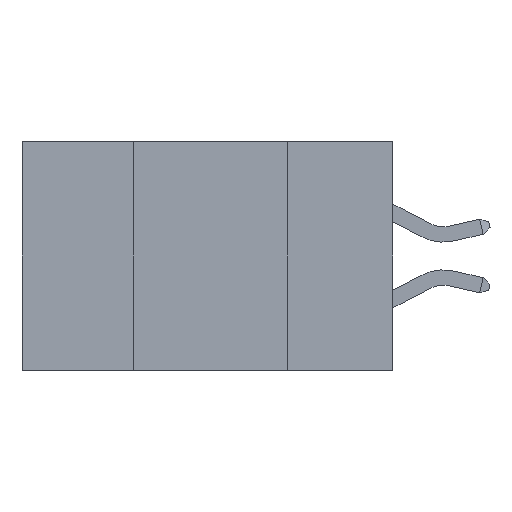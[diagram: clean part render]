
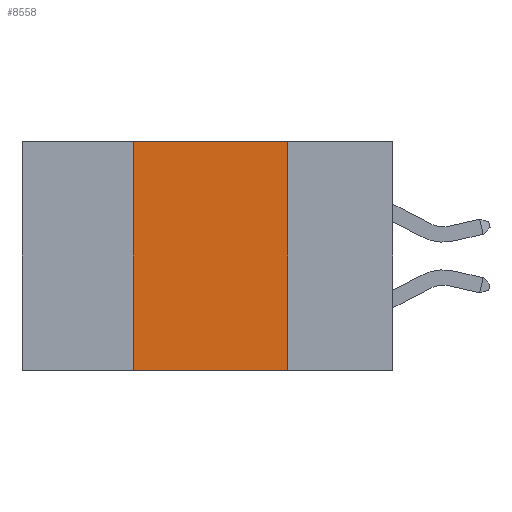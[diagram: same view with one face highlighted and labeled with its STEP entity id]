
A CAD part, left-side view. The second image highlights one B-rep face of the part: STEP entity #8558.
In plain terms, the highlighted planar face has unit normal (-1, 0, 0).
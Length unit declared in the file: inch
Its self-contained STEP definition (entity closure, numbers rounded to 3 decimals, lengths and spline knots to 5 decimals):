
#1488 = CARTESIAN_POINT ( 'NONE',  ( 0., 0.6, 0. ) ) ;
#2151 = EDGE_CURVE ( 'NONE', #2743, #7066, #2320, .T. ) ;
#2227 = LINE ( 'NONE', #11741, #13690 ) ;
#2320 = LINE ( 'NONE', #2730, #3514 ) ;
#2483 = DIRECTION ( 'NONE',  ( 0., 0., -1. ) ) ;
#2730 = CARTESIAN_POINT ( 'NONE',  ( 0., 0.17, 0. ) ) ;
#2743 = VERTEX_POINT ( 'NONE', #10316 ) ;
#3514 = VECTOR ( 'NONE', #12758, 39.37008 ) ;
#3598 = LINE ( 'NONE', #11244, #4991 ) ;
#4262 = EDGE_CURVE ( 'NONE', #13020, #8566, #2227, .T. ) ;
#4925 = CARTESIAN_POINT ( 'NONE',  ( 0., 0.17, -0.37 ) ) ;
#4991 = VECTOR ( 'NONE', #8182, 39.37008 ) ;
#5473 = CARTESIAN_POINT ( 'NONE',  ( 0., 0.6, 0. ) ) ;
#6041 = DIRECTION ( 'NONE',  ( 0., -1., 0. ) ) ;
#6701 = ORIENTED_EDGE ( 'NONE', *, *, #4262, .F. ) ;
#6922 = ORIENTED_EDGE ( 'NONE', *, *, #2151, .F. ) ;
#7060 = EDGE_CURVE ( 'NONE', #13020, #7066, #3598, .T. ) ;
#7066 = VERTEX_POINT ( 'NONE', #4925 ) ;
#7241 = EDGE_LOOP ( 'NONE', ( #6922, #12305, #6701, #8488 ) ) ;
#7694 = PLANE ( 'NONE',  #8251 ) ;
#7741 = CARTESIAN_POINT ( 'NONE',  ( 0., 0.42, 0. ) ) ;
#8182 = DIRECTION ( 'NONE',  ( 0., -1., 0. ) ) ;
#8251 = AXIS2_PLACEMENT_3D ( 'NONE', #5473, #9808, #2483 ) ;
#8488 = ORIENTED_EDGE ( 'NONE', *, *, #7060, .T. ) ;
#8558 = ADVANCED_FACE ( 'NONE', ( #13115 ), #7694, .F. ) ;
#8566 = VERTEX_POINT ( 'NONE', #7741 ) ;
#8735 = LINE ( 'NONE', #1488, #12573 ) ;
#9549 = CARTESIAN_POINT ( 'NONE',  ( 0., 0.42, -0.37 ) ) ;
#9723 = EDGE_CURVE ( 'NONE', #8566, #2743, #8735, .T. ) ;
#9808 = DIRECTION ( 'NONE',  ( 1., 0., 0. ) ) ;
#10316 = CARTESIAN_POINT ( 'NONE',  ( 0., 0.17, 0. ) ) ;
#11244 = CARTESIAN_POINT ( 'NONE',  ( 0., 0.6, -0.37 ) ) ;
#11741 = CARTESIAN_POINT ( 'NONE',  ( 0., 0.42, 0. ) ) ;
#12305 = ORIENTED_EDGE ( 'NONE', *, *, #9723, .F. ) ;
#12573 = VECTOR ( 'NONE', #6041, 39.37008 ) ;
#12758 = DIRECTION ( 'NONE',  ( 0., 0., -1. ) ) ;
#13020 = VERTEX_POINT ( 'NONE', #9549 ) ;
#13115 = FACE_OUTER_BOUND ( 'NONE', #7241, .T. ) ;
#13690 = VECTOR ( 'NONE', #13936, 39.37008 ) ;
#13936 = DIRECTION ( 'NONE',  ( 0., 0., 1. ) ) ;
